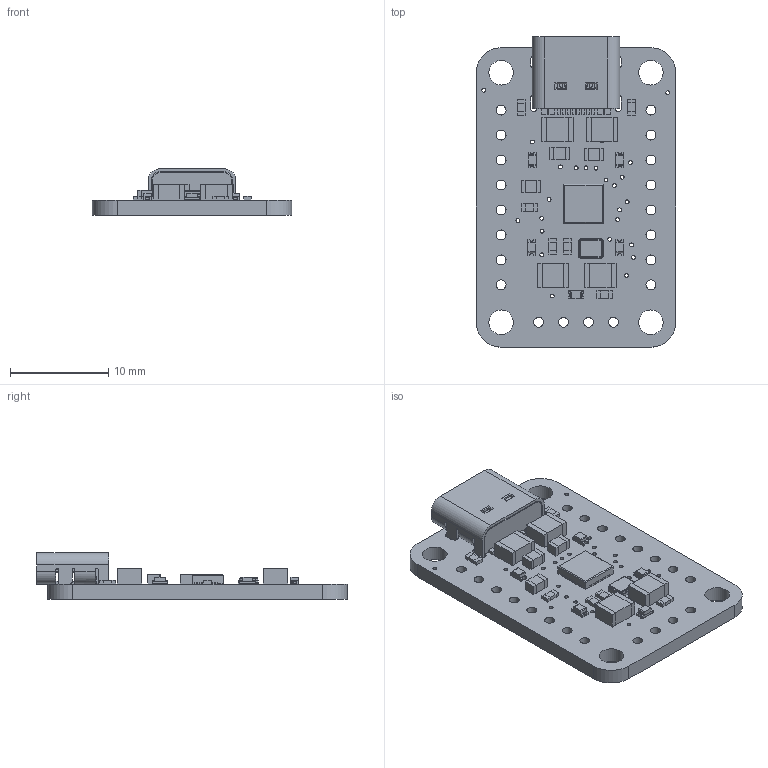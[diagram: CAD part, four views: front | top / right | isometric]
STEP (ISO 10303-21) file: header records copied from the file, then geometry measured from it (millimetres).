
FILE_DESCRIPTION(/* description */ (''),/* implementation_level */ '2;1');
FILE_NAME(/* name */ 'PCB Component.step',/* time_stamp */ '2025-04-14T12:55:11-04:00',/* author */ (''),/* organization */ (''),/* preprocessor_version */ 'ST-DEVELOPER v20.1',/* originating_system */ 'Autodesk Translation Framework v14.4.0.0',/* authorisation */ '');
FILE_SCHEMA (('AUTOMOTIVE_DESIGN { 1 0 10303 214 3 1 1 }'));
Length unit declared in the file: millimetre
Products named in the file (9): PCB Component; Board; 12MHz; 5V/2A; 100uF; USB C; 4.7K; GREEN; CH334F
Assembly tree (22 placements, depth 2):
  PCB Component
    Board
    12MHz
    5V/2A  x3
    100uF  x4
    USB C
    4.7K  x6
    GREEN  x5
    CH334F
Bounding box: 20.32 x 31.59 x 4.77 mm (x, y, z)
Volume: 1085.9 mm3; surface area: 2283.2 mm2
Topology: 60 solids, 60 shells, 1320 faces, 3437 edges, 2248 vertices
Faces by surface type: plane 998, cylinder 270, bspline 22, torus 18, sphere 6, cone 6
Full cylindrical faces by diameter (mm): 0.394 x31, 0.5 x2, 0.65 x2, 1 x20, 2.5 x4
Entity records: 29736 total; most frequent: CARTESIAN_POINT 5142, DIRECTION 4871, ORIENTED_EDGE 4870, EDGE_CURVE 2435, LINE 1881, VECTOR 1881, VERTEX_POINT 1584, AXIS2_PLACEMENT_3D 1495
